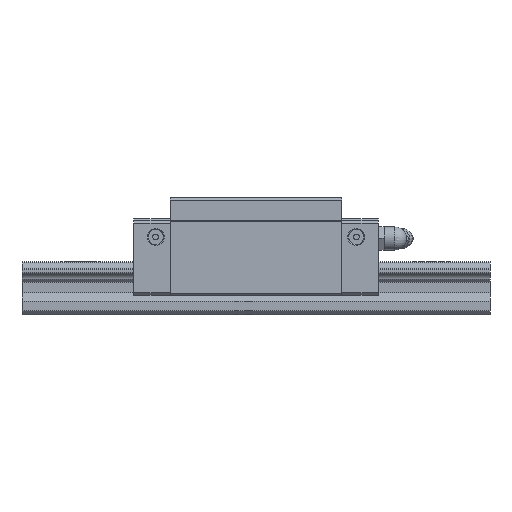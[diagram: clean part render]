
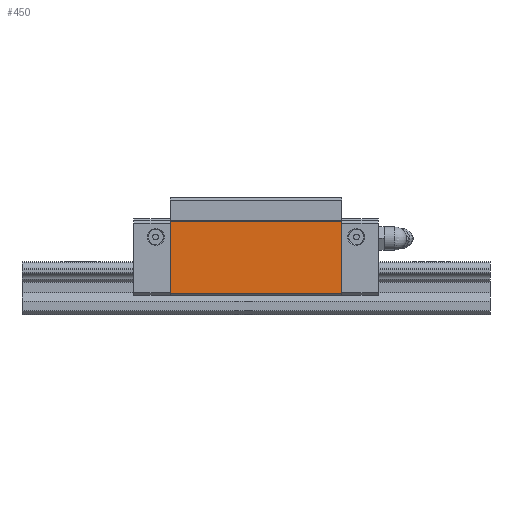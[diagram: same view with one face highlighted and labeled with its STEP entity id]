
A CAD part, left-side view. The second image highlights one B-rep face of the part: STEP entity #450.
In plain terms, the highlighted planar face has unit normal (-1, 0, 0).
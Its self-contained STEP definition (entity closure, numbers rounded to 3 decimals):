
#450 = ADVANCED_FACE( '', ( #1080 ), #1081, .F. );
#1080 = FACE_OUTER_BOUND( '', #1977, .T. );
#1081 = PLANE( '', #1978 );
#1977 = EDGE_LOOP( '', ( #3119, #3120, #3121, #3122 ) );
#1978 = AXIS2_PLACEMENT_3D( '', #3123, #3124, #3125 );
#3119 = ORIENTED_EDGE( '', *, *, #5100, .T. );
#3120 = ORIENTED_EDGE( '', *, *, #4922, .F. );
#3121 = ORIENTED_EDGE( '', *, *, #5101, .F. );
#3122 = ORIENTED_EDGE( '', *, *, #4970, .T. );
#3123 = CARTESIAN_POINT( '', ( -23.7, 29.3, 7.23 ) );
#3124 = DIRECTION( '', ( 1., 0., 0. ) );
#3125 = DIRECTION( '', ( 0., 1., 0. ) );
#4922 = EDGE_CURVE( '', #5844, #5839, #5846, .T. );
#4970 = EDGE_CURVE( '', #5927, #5925, #5928, .T. );
#5100 = EDGE_CURVE( '', #5925, #5839, #6157, .T. );
#5101 = EDGE_CURVE( '', #5927, #5844, #6158, .T. );
#5839 = VERTEX_POINT( '', #7155 );
#5844 = VERTEX_POINT( '', #7162 );
#5846 = LINE( '', #7165, #7166 );
#5925 = VERTEX_POINT( '', #7287 );
#5927 = VERTEX_POINT( '', #7290 );
#5928 = LINE( '', #7291, #7292 );
#6157 = LINE( '', #7580, #7581 );
#6158 = LINE( '', #7582, #7583 );
#7155 = CARTESIAN_POINT( '', ( -23.7, -29.3, 31.7 ) );
#7162 = CARTESIAN_POINT( '', ( -23.7, 29.3, 31.7 ) );
#7165 = CARTESIAN_POINT( '', ( -23.7, 29.3, 31.7 ) );
#7166 = VECTOR( '', #8774, 1000. );
#7287 = CARTESIAN_POINT( '', ( -23.7, -29.3, 7.23 ) );
#7290 = CARTESIAN_POINT( '', ( -23.7, 29.3, 7.23 ) );
#7291 = CARTESIAN_POINT( '', ( -23.7, 29.3, 7.23 ) );
#7292 = VECTOR( '', #8831, 1000. );
#7580 = CARTESIAN_POINT( '', ( -23.7, -29.3, 7.23 ) );
#7581 = VECTOR( '', #9057, 1000. );
#7582 = CARTESIAN_POINT( '', ( -23.7, 29.3, 7.23 ) );
#7583 = VECTOR( '', #9058, 1000. );
#8774 = DIRECTION( '', ( 0., -1., 0. ) );
#8831 = DIRECTION( '', ( 0., -1., 0. ) );
#9057 = DIRECTION( '', ( 0., 0., 1. ) );
#9058 = DIRECTION( '', ( 0., 0., 1. ) );
